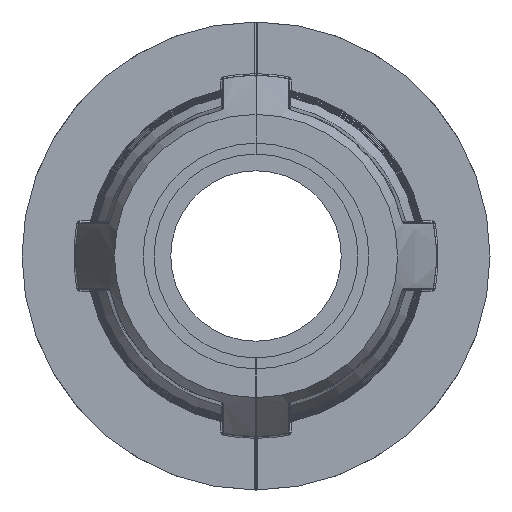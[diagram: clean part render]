
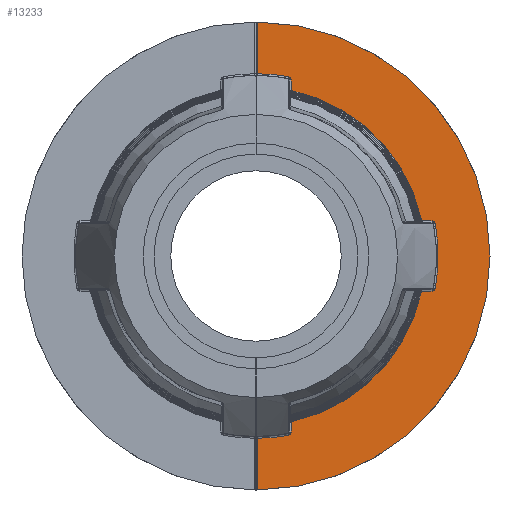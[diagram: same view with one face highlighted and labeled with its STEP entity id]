
A CAD part, front view. The second image highlights one B-rep face of the part: STEP entity #13233.
In plain terms, the highlighted planar face has unit normal (0, -1, 0).
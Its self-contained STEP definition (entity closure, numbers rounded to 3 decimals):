
#1405=PLANE('',#14468);
#1581=FACE_OUTER_BOUND('',#2611,.T.);
#2611=EDGE_LOOP('',(#9109,#9110,#9111,#9112,#9113,#9114,#9115,#9116,#9117,
#9118,#9119,#9120,#9121,#9122,#9123,#9124));
#3595=LINE('',#21662,#3901);
#3596=LINE('',#21666,#3902);
#3597=LINE('',#21672,#3903);
#3598=LINE('',#21676,#3904);
#3599=LINE('',#21684,#3905);
#3600=LINE('',#21688,#3906);
#3901=VECTOR('',#16885,3.1);
#3902=VECTOR('',#16888,3.1);
#3903=VECTOR('',#16893,1.011);
#3904=VECTOR('',#16896,1.011);
#3905=VECTOR('',#16903,1.011);
#3906=VECTOR('',#16906,1.011);
#4357=CIRCLE('',#14469,10.9);
#4358=CIRCLE('',#14470,14.);
#4359=CIRCLE('',#14471,10.9);
#4360=CIRCLE('',#14472,0.2);
#4361=CIRCLE('',#14473,9.748);
#4362=CIRCLE('',#14474,0.2);
#4363=CIRCLE('',#14475,10.9);
#4364=CIRCLE('',#14476,0.2);
#4365=CIRCLE('',#14477,9.748);
#4366=CIRCLE('',#14478,0.2);
#5669=VERTEX_POINT('',#21658);
#5670=VERTEX_POINT('',#21659);
#5671=VERTEX_POINT('',#21661);
#5672=VERTEX_POINT('',#21663);
#5673=VERTEX_POINT('',#21665);
#5674=VERTEX_POINT('',#21667);
#5675=VERTEX_POINT('',#21669);
#5676=VERTEX_POINT('',#21671);
#5677=VERTEX_POINT('',#21673);
#5678=VERTEX_POINT('',#21675);
#5679=VERTEX_POINT('',#21677);
#5680=VERTEX_POINT('',#21679);
#5681=VERTEX_POINT('',#21681);
#5682=VERTEX_POINT('',#21683);
#5683=VERTEX_POINT('',#21685);
#5684=VERTEX_POINT('',#21687);
#6876=EDGE_CURVE('',#5669,#5670,#4357,.T.);
#6877=EDGE_CURVE('',#5670,#5671,#3595,.T.);
#6878=EDGE_CURVE('',#5672,#5671,#4358,.T.);
#6879=EDGE_CURVE('',#5672,#5673,#3596,.T.);
#6880=EDGE_CURVE('',#5673,#5674,#4359,.T.);
#6881=EDGE_CURVE('',#5675,#5674,#4360,.T.);
#6882=EDGE_CURVE('',#5675,#5676,#3597,.T.);
#6883=EDGE_CURVE('',#5676,#5677,#4361,.T.);
#6884=EDGE_CURVE('',#5677,#5678,#3598,.T.);
#6885=EDGE_CURVE('',#5679,#5678,#4362,.T.);
#6886=EDGE_CURVE('',#5679,#5680,#4363,.T.);
#6887=EDGE_CURVE('',#5681,#5680,#4364,.T.);
#6888=EDGE_CURVE('',#5681,#5682,#3599,.T.);
#6889=EDGE_CURVE('',#5682,#5683,#4365,.T.);
#6890=EDGE_CURVE('',#5683,#5684,#3600,.T.);
#6891=EDGE_CURVE('',#5669,#5684,#4366,.T.);
#9109=ORIENTED_EDGE('',*,*,#6876,.T.);
#9110=ORIENTED_EDGE('',*,*,#6877,.T.);
#9111=ORIENTED_EDGE('',*,*,#6878,.F.);
#9112=ORIENTED_EDGE('',*,*,#6879,.T.);
#9113=ORIENTED_EDGE('',*,*,#6880,.T.);
#9114=ORIENTED_EDGE('',*,*,#6881,.F.);
#9115=ORIENTED_EDGE('',*,*,#6882,.T.);
#9116=ORIENTED_EDGE('',*,*,#6883,.T.);
#9117=ORIENTED_EDGE('',*,*,#6884,.T.);
#9118=ORIENTED_EDGE('',*,*,#6885,.F.);
#9119=ORIENTED_EDGE('',*,*,#6886,.T.);
#9120=ORIENTED_EDGE('',*,*,#6887,.F.);
#9121=ORIENTED_EDGE('',*,*,#6888,.T.);
#9122=ORIENTED_EDGE('',*,*,#6889,.T.);
#9123=ORIENTED_EDGE('',*,*,#6890,.T.);
#9124=ORIENTED_EDGE('',*,*,#6891,.F.);
#13233=ADVANCED_FACE('',(#1581),#1405,.F.);
#14468=AXIS2_PLACEMENT_3D('',#21657,#16881,#16882);
#14469=AXIS2_PLACEMENT_3D('',#21660,#16883,#16884);
#14470=AXIS2_PLACEMENT_3D('',#21664,#16886,#16887);
#14471=AXIS2_PLACEMENT_3D('',#21668,#16889,#16890);
#14472=AXIS2_PLACEMENT_3D('',#21670,#16891,#16892);
#14473=AXIS2_PLACEMENT_3D('',#21674,#16894,#16895);
#14474=AXIS2_PLACEMENT_3D('',#21678,#16897,#16898);
#14475=AXIS2_PLACEMENT_3D('',#21680,#16899,#16900);
#14476=AXIS2_PLACEMENT_3D('',#21682,#16901,#16902);
#14477=AXIS2_PLACEMENT_3D('',#21686,#16904,#16905);
#14478=AXIS2_PLACEMENT_3D('',#21689,#16907,#16908);
#16881=DIRECTION('center_axis',(0.,1.,0.));
#16882=DIRECTION('ref_axis',(1.,0.,0.));
#16883=DIRECTION('center_axis',(0.,1.,0.));
#16884=DIRECTION('ref_axis',(0.,0.,1.));
#16885=DIRECTION('',(0.,0.,1.));
#16886=DIRECTION('center_axis',(0.,1.,0.));
#16887=DIRECTION('ref_axis',(0.,0.,1.));
#16888=DIRECTION('',(0.,0.,1.));
#16889=DIRECTION('center_axis',(0.,1.,0.));
#16890=DIRECTION('ref_axis',(0.,0.,1.));
#16891=DIRECTION('center_axis',(0.,-1.,0.));
#16892=DIRECTION('ref_axis',(0.,0.,1.));
#16893=DIRECTION('',(0.,0.,1.));
#16894=DIRECTION('center_axis',(0.,1.,0.));
#16895=DIRECTION('ref_axis',(0.,0.,1.));
#16896=DIRECTION('',(-1.,0.,0.));
#16897=DIRECTION('center_axis',(0.,-1.,0.));
#16898=DIRECTION('ref_axis',(0.,0.,1.));
#16899=DIRECTION('center_axis',(0.,1.,0.));
#16900=DIRECTION('ref_axis',(0.,0.,1.));
#16901=DIRECTION('center_axis',(0.,-1.,0.));
#16902=DIRECTION('ref_axis',(0.,0.,1.));
#16903=DIRECTION('',(1.,0.,0.));
#16904=DIRECTION('center_axis',(0.,1.,0.));
#16905=DIRECTION('ref_axis',(0.,0.,1.));
#16906=DIRECTION('',(0.,0.,1.));
#16907=DIRECTION('center_axis',(0.,-1.,0.));
#16908=DIRECTION('ref_axis',(0.,0.,1.));
#21657=CARTESIAN_POINT('Origin',(0.,0.,0.));
#21658=CARTESIAN_POINT('',(-1.936,0.,10.727));
#21659=CARTESIAN_POINT('',(-0.1,0.,10.9));
#21660=CARTESIAN_POINT('Origin',(0.,0.,0.));
#21661=CARTESIAN_POINT('',(-0.1,0.,14.));
#21662=CARTESIAN_POINT('',(-0.1,0.,14.));
#21663=CARTESIAN_POINT('',(-0.1,0.,-14.));
#21664=CARTESIAN_POINT('Origin',(0.,0.,0.));
#21665=CARTESIAN_POINT('',(-0.1,0.,-10.9));
#21666=CARTESIAN_POINT('',(-0.1,0.,-10.8));
#21667=CARTESIAN_POINT('',(-1.936,0.,-10.727));
#21668=CARTESIAN_POINT('Origin',(0.,0.,0.));
#21669=CARTESIAN_POINT('',(-2.1,0.,-10.53));
#21670=CARTESIAN_POINT('Origin',(-1.9,0.,-10.53));
#21671=CARTESIAN_POINT('',(-2.1,0.,-9.519));
#21672=CARTESIAN_POINT('',(-2.1,0.,0.));
#21673=CARTESIAN_POINT('',(-9.519,0.,-2.1));
#21674=CARTESIAN_POINT('Origin',(0.,0.,0.));
#21675=CARTESIAN_POINT('',(-10.53,0.,-2.1));
#21676=CARTESIAN_POINT('',(0.,0.,-2.1));
#21677=CARTESIAN_POINT('',(-10.727,0.,-1.936));
#21678=CARTESIAN_POINT('Origin',(-10.53,0.,-1.9));
#21679=CARTESIAN_POINT('',(-10.727,0.,1.936));
#21680=CARTESIAN_POINT('Origin',(0.,0.,0.));
#21681=CARTESIAN_POINT('',(-10.53,0.,2.1));
#21682=CARTESIAN_POINT('Origin',(-10.53,0.,1.9));
#21683=CARTESIAN_POINT('',(-9.519,0.,2.1));
#21684=CARTESIAN_POINT('',(0.,0.,2.1));
#21685=CARTESIAN_POINT('',(-2.1,0.,9.519));
#21686=CARTESIAN_POINT('Origin',(0.,0.,0.));
#21687=CARTESIAN_POINT('',(-2.1,0.,10.53));
#21688=CARTESIAN_POINT('',(-2.1,0.,0.));
#21689=CARTESIAN_POINT('Origin',(-1.9,0.,10.53));
